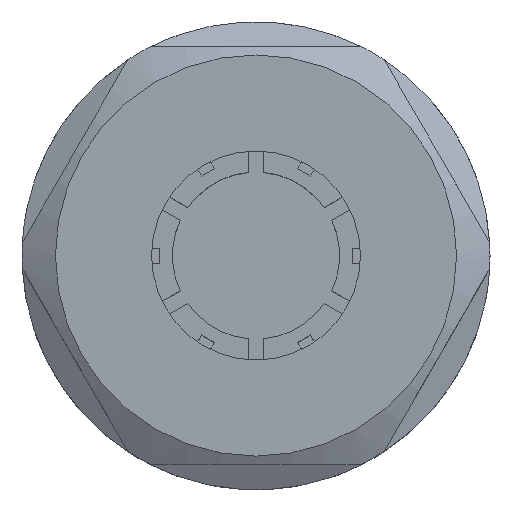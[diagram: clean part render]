
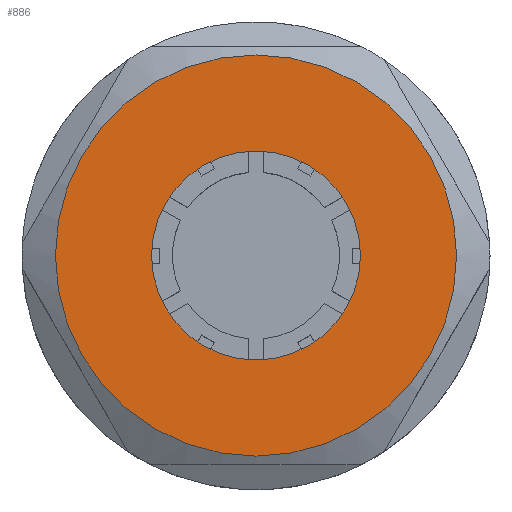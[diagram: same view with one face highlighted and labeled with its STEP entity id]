
A CAD part, top view. The second image highlights one B-rep face of the part: STEP entity #886.
In plain terms, the highlighted planar face has unit normal (0, 0, 1).
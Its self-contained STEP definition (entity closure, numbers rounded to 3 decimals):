
#886=ADVANCED_FACE('',(#1157,#1158),#1042,.T.);
#1042=PLANE('',#3421);
#1157=FACE_BOUND('',#1245,.T.);
#1158=FACE_BOUND('',#1246,.T.);
#1245=EDGE_LOOP('',(#1585));
#1246=EDGE_LOOP('',(#1586));
#1585=ORIENTED_EDGE('',*,*,#2784,.T.);
#1586=ORIENTED_EDGE('',*,*,#2791,.F.);
#2442=VERTEX_POINT('',#5036);
#2443=VERTEX_POINT('',#5075);
#2784=EDGE_CURVE('',#2442,#2442,#3201,.T.);
#2791=EDGE_CURVE('',#2443,#2443,#3202,.T.);
#3201=CIRCLE('',#3418,12.);
#3202=CIRCLE('',#3420,6.25);
#3418=AXIS2_PLACEMENT_3D('',#5035,#3898,#3899);
#3420=AXIS2_PLACEMENT_3D('',#5074,#3902,#3903);
#3421=AXIS2_PLACEMENT_3D('',#5076,#3904,#3905);
#3898=DIRECTION('',(0.,0.,1.));
#3899=DIRECTION('',(1.,0.,0.));
#3902=DIRECTION('',(0.,0.,1.));
#3903=DIRECTION('',(1.,0.,0.));
#3904=DIRECTION('',(0.,0.,1.));
#3905=DIRECTION('',(-1.,0.,0.));
#5035=CARTESIAN_POINT('',(0.,0.,40.058));
#5036=CARTESIAN_POINT('',(12.,0.,40.058));
#5074=CARTESIAN_POINT('',(0.,0.,40.058));
#5075=CARTESIAN_POINT('',(6.25,0.,40.058));
#5076=CARTESIAN_POINT('',(0.,0.,40.058));
